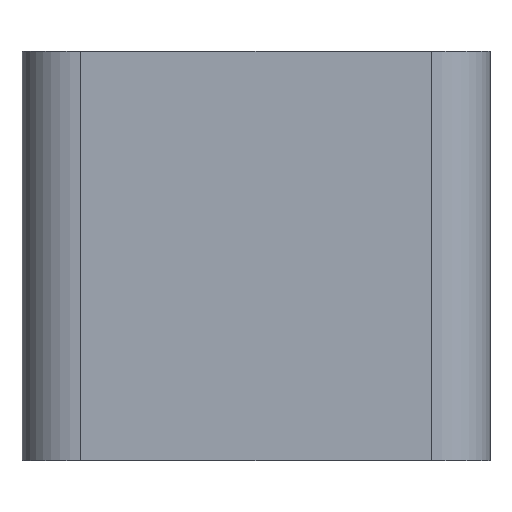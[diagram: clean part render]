
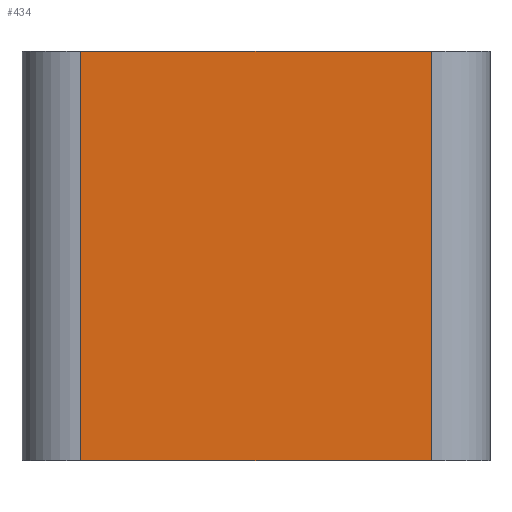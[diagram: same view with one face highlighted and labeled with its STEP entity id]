
A CAD part, left-side view. The second image highlights one B-rep face of the part: STEP entity #434.
In plain terms, the highlighted planar face has unit normal (-1, 0, 0).
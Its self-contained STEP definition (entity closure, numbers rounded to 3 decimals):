
#29=PLANE('',#488);
#51=FACE_OUTER_BOUND('',#76,.T.);
#76=EDGE_LOOP('',(#397,#398,#399,#400));
#92=LINE('',#665,#135);
#108=LINE('',#705,#151);
#113=LINE('',#716,#156);
#119=LINE('',#734,#162);
#135=VECTOR('',#536,10.);
#151=VECTOR('',#574,10.);
#156=VECTOR('',#583,10.);
#162=VECTOR('',#607,10.);
#200=VERTEX_POINT('',#662);
#201=VERTEX_POINT('',#664);
#214=VERTEX_POINT('',#703);
#218=VERTEX_POINT('',#715);
#245=EDGE_CURVE('',#200,#201,#92,.T.);
#266=EDGE_CURVE('',#214,#200,#108,.T.);
#271=EDGE_CURVE('',#201,#218,#113,.T.);
#281=EDGE_CURVE('',#218,#214,#119,.T.);
#397=ORIENTED_EDGE('',*,*,#266,.F.);
#398=ORIENTED_EDGE('',*,*,#281,.F.);
#399=ORIENTED_EDGE('',*,*,#271,.F.);
#400=ORIENTED_EDGE('',*,*,#245,.F.);
#434=ADVANCED_FACE('',(#51),#29,.T.);
#488=AXIS2_PLACEMENT_3D('',#737,#611,#612);
#536=DIRECTION('',(0.,-1.,0.));
#574=DIRECTION('',(0.,0.,1.));
#583=DIRECTION('',(0.,0.,-1.));
#607=DIRECTION('',(0.,1.,0.));
#611=DIRECTION('center_axis',(-1.,0.,0.));
#612=DIRECTION('ref_axis',(0.,-1.,0.));
#662=CARTESIAN_POINT('',(-9.,3.,2.));
#664=CARTESIAN_POINT('',(-9.,-3.,2.));
#665=CARTESIAN_POINT('',(-9.,-4.,2.));
#703=CARTESIAN_POINT('',(-9.,3.,-5.));
#705=CARTESIAN_POINT('',(-9.,3.,0.));
#715=CARTESIAN_POINT('',(-9.,-3.,-5.));
#716=CARTESIAN_POINT('',(-9.,-3.,0.));
#734=CARTESIAN_POINT('',(-9.,-4.,-5.));
#737=CARTESIAN_POINT('Origin',(-9.,4.,0.));
